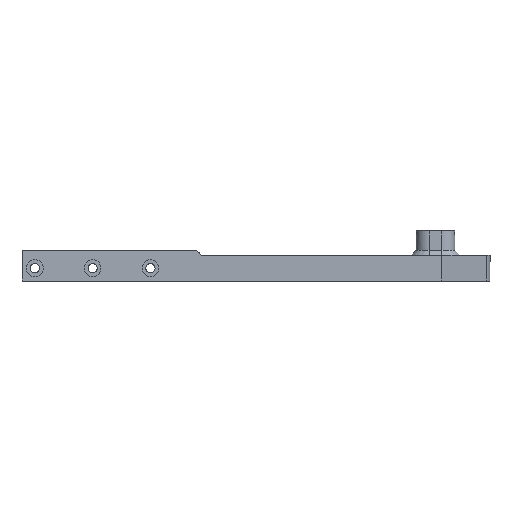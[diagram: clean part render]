
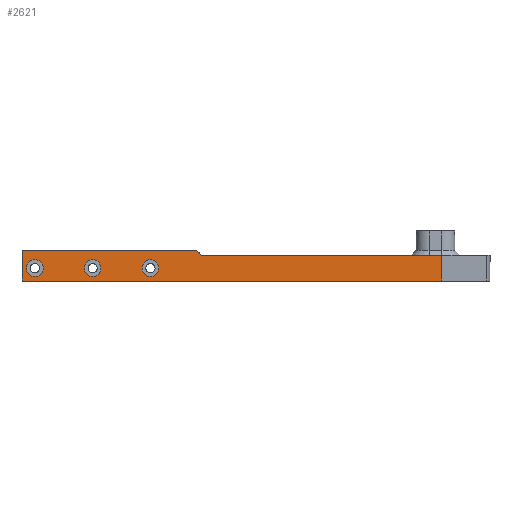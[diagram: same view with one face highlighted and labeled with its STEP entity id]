
A CAD part, left-side view. The second image highlights one B-rep face of the part: STEP entity #2621.
In plain terms, the highlighted planar face has unit normal (-1, 0, 0).
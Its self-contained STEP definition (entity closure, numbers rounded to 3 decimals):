
#2 = FACE_OUTER_BOUND ( 'NONE', #440, .T. ) ;
#94 = VECTOR ( 'NONE', #2882, 1000. ) ;
#104 = CARTESIAN_POINT ( 'NONE',  ( -110., -22.5, 27. ) ) ;
#111 = EDGE_CURVE ( 'NONE', #3511, #1223, #1468, .T. ) ;
#133 = EDGE_CURVE ( 'NONE', #1680, #1093, #3065, .T. ) ;
#164 = ORIENTED_EDGE ( 'NONE', *, *, #2342, .T. ) ;
#169 = CARTESIAN_POINT ( 'NONE',  ( -110., -136., 22. ) ) ;
#317 = DIRECTION ( 'NONE',  ( -1., 0., 0. ) ) ;
#319 = EDGE_CURVE ( 'NONE', #2125, #618, #2537, .T. ) ;
#345 = DIRECTION ( 'NONE',  ( 0., 0., -1. ) ) ;
#399 = ORIENTED_EDGE ( 'NONE', *, *, #111, .T. ) ;
#434 = DIRECTION ( 'NONE',  ( 0., 1., 0. ) ) ;
#440 = EDGE_LOOP ( 'NONE', ( #399, #2509, #164, #2678, #1017, #994 ) ) ;
#470 = CARTESIAN_POINT ( 'NONE',  ( -110., -37.5, 34. ) ) ;
#475 = EDGE_CURVE ( 'NONE', #750, #914, #2110, .T. ) ;
#482 = DIRECTION ( 'NONE',  ( 0., 1., 0. ) ) ;
#490 = FACE_BOUND ( 'NONE', #1096, .T. ) ;
#509 = EDGE_CURVE ( 'NONE', #1964, #1940, #1963, .T. ) ;
#571 = VERTEX_POINT ( 'NONE', #169 ) ;
#588 = ORIENTED_EDGE ( 'NONE', *, *, #3250, .F. ) ;
#618 = VERTEX_POINT ( 'NONE', #1574 ) ;
#654 = DIRECTION ( 'NONE',  ( 0., 0., 1. ) ) ;
#750 = VERTEX_POINT ( 'NONE', #1332 ) ;
#779 = CARTESIAN_POINT ( 'NONE',  ( -110., 27.5, 34. ) ) ;
#796 = VECTOR ( 'NONE', #3361, 1000. ) ;
#841 = FACE_BOUND ( 'NONE', #2706, .T. ) ;
#884 = VECTOR ( 'NONE', #345, 1000. ) ;
#890 = CARTESIAN_POINT ( 'NONE',  ( -110., 22.5, 27. ) ) ;
#914 = VERTEX_POINT ( 'NONE', #3357 ) ;
#983 = AXIS2_PLACEMENT_3D ( 'NONE', #890, #317, #1180 ) ;
#994 = ORIENTED_EDGE ( 'NONE', *, *, #2782, .T. ) ;
#1017 = ORIENTED_EDGE ( 'NONE', *, *, #319, .F. ) ;
#1093 = VERTEX_POINT ( 'NONE', #1837 ) ;
#1096 = EDGE_LOOP ( 'NONE', ( #588, #1895 ) ) ;
#1126 = DIRECTION ( 'NONE',  ( 0., -1., 0. ) ) ;
#1180 = DIRECTION ( 'NONE',  ( 0., 0., 1. ) ) ;
#1200 = CARTESIAN_POINT ( 'NONE',  ( -110., -40.5, 34. ) ) ;
#1210 = DIRECTION ( 'NONE',  ( -1., 0., 0. ) ) ;
#1223 = VERTEX_POINT ( 'NONE', #779 ) ;
#1225 = DIRECTION ( 'NONE',  ( -1., 0., 0. ) ) ;
#1268 = DIRECTION ( 'NONE',  ( -1., 0., 0. ) ) ;
#1292 = LINE ( 'NONE', #2569, #94 ) ;
#1314 = ORIENTED_EDGE ( 'NONE', *, *, #475, .F. ) ;
#1324 = CARTESIAN_POINT ( 'NONE',  ( -110., 22.5, 27. ) ) ;
#1330 = FACE_BOUND ( 'NONE', #2786, .T. ) ;
#1332 = CARTESIAN_POINT ( 'NONE',  ( -110., 0., 30.25 ) ) ;
#1338 = DIRECTION ( 'NONE',  ( 0., 0., 1. ) ) ;
#1365 = CARTESIAN_POINT ( 'NONE',  ( -110., -42.5, 32. ) ) ;
#1439 = ORIENTED_EDGE ( 'NONE', *, *, #2516, .F. ) ;
#1468 = LINE ( 'NONE', #470, #3667 ) ;
#1485 = CARTESIAN_POINT ( 'NONE',  ( -110., -22.5, 27. ) ) ;
#1574 = CARTESIAN_POINT ( 'NONE',  ( -110., -136., 32. ) ) ;
#1596 = AXIS2_PLACEMENT_3D ( 'NONE', #2948, #1268, #3238 ) ;
#1680 = VERTEX_POINT ( 'NONE', #2820 ) ;
#1691 = AXIS2_PLACEMENT_3D ( 'NONE', #1834, #3587, #434 ) ;
#1768 = LINE ( 'NONE', #3398, #796 ) ;
#1772 = DIRECTION ( 'NONE',  ( 0., 0., 1. ) ) ;
#1786 = DIRECTION ( 'NONE',  ( 0., 0., 1. ) ) ;
#1802 = DIRECTION ( 'NONE',  ( -1., 0., 0. ) ) ;
#1834 = CARTESIAN_POINT ( 'NONE',  ( -110., 87.5, 32. ) ) ;
#1837 = CARTESIAN_POINT ( 'NONE',  ( -110., 22.5, 30.25 ) ) ;
#1853 = AXIS2_PLACEMENT_3D ( 'NONE', #1485, #1225, #1786 ) ;
#1895 = ORIENTED_EDGE ( 'NONE', *, *, #133, .F. ) ;
#1940 = VERTEX_POINT ( 'NONE', #3207 ) ;
#1963 = CIRCLE ( 'NONE', #1853, 3.25 ) ;
#1964 = VERTEX_POINT ( 'NONE', #3140 ) ;
#1970 = CARTESIAN_POINT ( 'NONE',  ( -110., 87.5, 32. ) ) ;
#1976 = ORIENTED_EDGE ( 'NONE', *, *, #509, .F. ) ;
#2014 = VERTEX_POINT ( 'NONE', #2572 ) ;
#2109 = CARTESIAN_POINT ( 'NONE',  ( -110., 0., 27. ) ) ;
#2110 = CIRCLE ( 'NONE', #3149, 3.25 ) ;
#2125 = VERTEX_POINT ( 'NONE', #1365 ) ;
#2143 = VECTOR ( 'NONE', #3423, 1000. ) ;
#2266 = CIRCLE ( 'NONE', #1596, 3.25 ) ;
#2342 = EDGE_CURVE ( 'NONE', #2014, #571, #1292, .T. ) ;
#2499 = ORIENTED_EDGE ( 'NONE', *, *, #3540, .F. ) ;
#2509 = ORIENTED_EDGE ( 'NONE', *, *, #3426, .T. ) ;
#2516 = EDGE_CURVE ( 'NONE', #1940, #1964, #3320, .T. ) ;
#2537 = LINE ( 'NONE', #1970, #3014 ) ;
#2569 = CARTESIAN_POINT ( 'NONE',  ( -110., 87.5, 22. ) ) ;
#2572 = CARTESIAN_POINT ( 'NONE',  ( -110., 27.5, 22. ) ) ;
#2621 = ADVANCED_FACE ( 'NONE', ( #490, #1330, #841, #2 ), #2743, .F. ) ;
#2678 = ORIENTED_EDGE ( 'NONE', *, *, #2912, .F. ) ;
#2706 = EDGE_LOOP ( 'NONE', ( #1976, #1439 ) ) ;
#2743 = PLANE ( 'NONE',  #1691 ) ;
#2782 = EDGE_CURVE ( 'NONE', #2125, #3511, #1768, .T. ) ;
#2786 = EDGE_LOOP ( 'NONE', ( #1314, #2499 ) ) ;
#2820 = CARTESIAN_POINT ( 'NONE',  ( -110., 22.5, 23.75 ) ) ;
#2867 = AXIS2_PLACEMENT_3D ( 'NONE', #1324, #3027, #1338 ) ;
#2882 = DIRECTION ( 'NONE',  ( 0., -1., 0. ) ) ;
#2900 = CARTESIAN_POINT ( 'NONE',  ( -110., -136., 32. ) ) ;
#2912 = EDGE_CURVE ( 'NONE', #618, #571, #2995, .T. ) ;
#2948 = CARTESIAN_POINT ( 'NONE',  ( -110., 0., 27. ) ) ;
#2995 = LINE ( 'NONE', #2900, #884 ) ;
#3014 = VECTOR ( 'NONE', #1126, 1000. ) ;
#3027 = DIRECTION ( 'NONE',  ( -1., 0., 0. ) ) ;
#3043 = CIRCLE ( 'NONE', #983, 3.25 ) ;
#3065 = CIRCLE ( 'NONE', #2867, 3.25 ) ;
#3140 = CARTESIAN_POINT ( 'NONE',  ( -110., -22.5, 30.25 ) ) ;
#3149 = AXIS2_PLACEMENT_3D ( 'NONE', #2109, #1210, #654 ) ;
#3207 = CARTESIAN_POINT ( 'NONE',  ( -110., -22.5, 23.75 ) ) ;
#3238 = DIRECTION ( 'NONE',  ( 0., 0., 1. ) ) ;
#3250 = EDGE_CURVE ( 'NONE', #1093, #1680, #3043, .T. ) ;
#3308 = LINE ( 'NONE', #3407, #2143 ) ;
#3320 = CIRCLE ( 'NONE', #3532, 3.25 ) ;
#3357 = CARTESIAN_POINT ( 'NONE',  ( -110., 0., 23.75 ) ) ;
#3361 = DIRECTION ( 'NONE',  ( 0., 0.707, 0.707 ) ) ;
#3398 = CARTESIAN_POINT ( 'NONE',  ( -110., 22.5, 97. ) ) ;
#3407 = CARTESIAN_POINT ( 'NONE',  ( -110., 27.5, 32. ) ) ;
#3423 = DIRECTION ( 'NONE',  ( 0., 0., -1. ) ) ;
#3426 = EDGE_CURVE ( 'NONE', #1223, #2014, #3308, .T. ) ;
#3511 = VERTEX_POINT ( 'NONE', #1200 ) ;
#3532 = AXIS2_PLACEMENT_3D ( 'NONE', #104, #1802, #1772 ) ;
#3540 = EDGE_CURVE ( 'NONE', #914, #750, #2266, .T. ) ;
#3587 = DIRECTION ( 'NONE',  ( 1., 0., 0. ) ) ;
#3667 = VECTOR ( 'NONE', #482, 1000. ) ;
